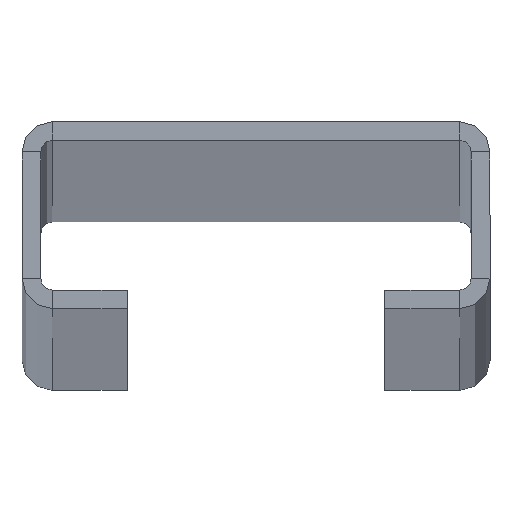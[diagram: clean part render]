
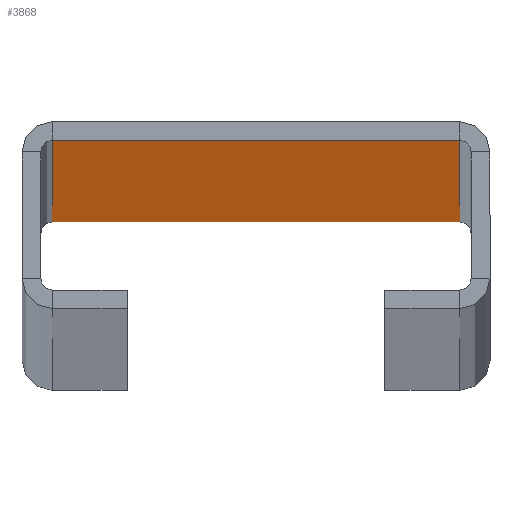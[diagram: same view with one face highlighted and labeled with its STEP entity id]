
A CAD part, top view. The second image highlights one B-rep face of the part: STEP entity #3868.
In plain terms, the highlighted planar face has unit normal (0, -1, 0).
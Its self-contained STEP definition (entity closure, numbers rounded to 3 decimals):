
#286 = VECTOR ( 'NONE', #7096, 1000. ) ;
#314 = LINE ( 'NONE', #7229, #286 ) ;
#386 = VECTOR ( 'NONE', #1248, 1000. ) ;
#444 = LINE ( 'NONE', #1208, #386 ) ;
#983 = DIRECTION ( 'NONE',  ( 0., 0., -1. ) ) ;
#1042 = DIRECTION ( 'NONE',  ( 0., 0., -1. ) ) ;
#1117 = CARTESIAN_POINT ( 'NONE',  ( 8.7, 7.2, 2000. ) ) ;
#1120 = DIRECTION ( 'NONE',  ( 1., 0., 0. ) ) ;
#1185 = PLANE ( 'NONE',  #2024 ) ;
#1208 = CARTESIAN_POINT ( 'NONE',  ( 10., 7.2, 0. ) ) ;
#1219 = CARTESIAN_POINT ( 'NONE',  ( 10., 7.2, 2000. ) ) ;
#1248 = DIRECTION ( 'NONE',  ( -1., 0., 0. ) ) ;
#1272 = CARTESIAN_POINT ( 'NONE',  ( -8.7, 7.2, 2000. ) ) ;
#1434 = VERTEX_POINT ( 'NONE', #1825 ) ;
#1449 = EDGE_CURVE ( 'NONE', #2695, #1434, #444, .T. ) ;
#1471 = DIRECTION ( 'NONE',  ( 0., -1., 0. ) ) ;
#1503 = EDGE_CURVE ( 'NONE', #4503, #7177, #314, .T. ) ;
#1748 = EDGE_CURVE ( 'NONE', #7177, #1434, #7728, .T. ) ;
#1764 = EDGE_CURVE ( 'NONE', #4503, #2695, #7707, .T. ) ;
#1825 = CARTESIAN_POINT ( 'NONE',  ( -8.7, 7.2, 0. ) ) ;
#2024 = AXIS2_PLACEMENT_3D ( 'NONE', #1219, #1471, #1120 ) ;
#2200 = ORIENTED_EDGE ( 'NONE', *, *, #1764, .F. ) ;
#2695 = VERTEX_POINT ( 'NONE', #7723 ) ;
#3868 = ADVANCED_FACE ( 'NONE', ( #4599 ), #1185, .T. ) ;
#4503 = VERTEX_POINT ( 'NONE', #4578 ) ;
#4578 = CARTESIAN_POINT ( 'NONE',  ( 8.7, 7.2, 2000. ) ) ;
#4599 = FACE_OUTER_BOUND ( 'NONE', #6127, .T. ) ;
#6021 = ORIENTED_EDGE ( 'NONE', *, *, #1748, .T. ) ;
#6127 = EDGE_LOOP ( 'NONE', ( #6261, #2200, #6802, #6021 ) ) ;
#6261 = ORIENTED_EDGE ( 'NONE', *, *, #1449, .F. ) ;
#6497 = CARTESIAN_POINT ( 'NONE',  ( -8.7, 7.2, 2000. ) ) ;
#6802 = ORIENTED_EDGE ( 'NONE', *, *, #1503, .T. ) ;
#7096 = DIRECTION ( 'NONE',  ( -1., 0., 0. ) ) ;
#7177 = VERTEX_POINT ( 'NONE', #6497 ) ;
#7229 = CARTESIAN_POINT ( 'NONE',  ( 10., 7.2, 2000. ) ) ;
#7695 = VECTOR ( 'NONE', #1042, 1000. ) ;
#7700 = VECTOR ( 'NONE', #983, 1000. ) ;
#7707 = LINE ( 'NONE', #1117, #7700 ) ;
#7723 = CARTESIAN_POINT ( 'NONE',  ( 8.7, 7.2, 0. ) ) ;
#7728 = LINE ( 'NONE', #1272, #7695 ) ;
